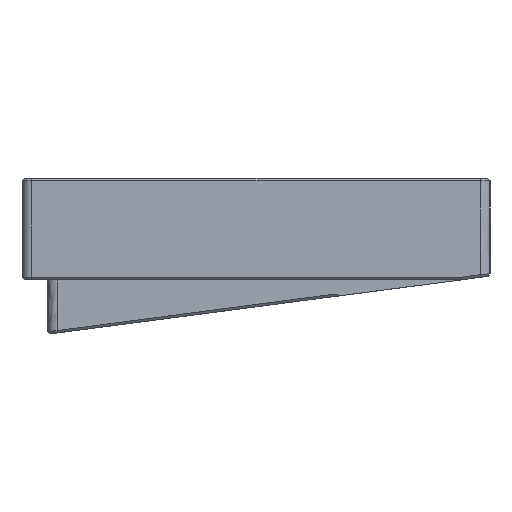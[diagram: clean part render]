
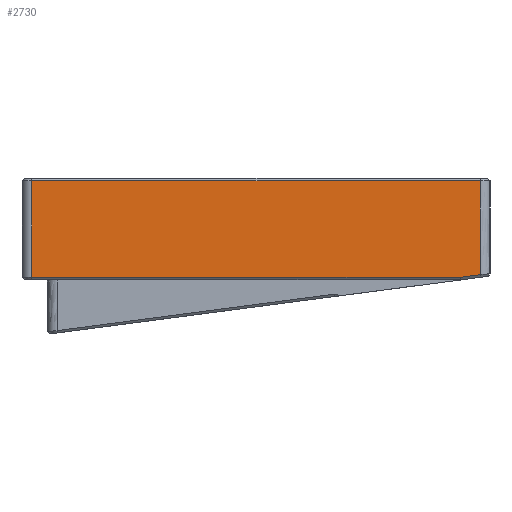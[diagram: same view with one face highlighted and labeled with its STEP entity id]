
A CAD part, left-side view. The second image highlights one B-rep face of the part: STEP entity #2730.
In plain terms, the highlighted planar face has unit normal (-1, 0, 0).
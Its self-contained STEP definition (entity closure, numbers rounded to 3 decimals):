
#159=PLANE('',#2940);
#401=FACE_OUTER_BOUND('',#567,.T.);
#567=EDGE_LOOP('',(#2382,#2383,#2384,#2385,#2386));
#751=LINE('',#4895,#989);
#762=LINE('',#4971,#1000);
#796=LINE('',#5177,#1034);
#797=LINE('',#5181,#1035);
#798=LINE('',#5182,#1036);
#989=VECTOR('',#3396,802.455);
#1000=VECTOR('',#3417,800.);
#1034=VECTOR('',#3489,1000.);
#1035=VECTOR('',#3494,800.);
#1036=VECTOR('',#3495,1000.);
#1326=VERTEX_POINT('',#4855);
#1328=VERTEX_POINT('',#4891);
#1339=VERTEX_POINT('',#4966);
#1368=VERTEX_POINT('',#5176);
#1369=VERTEX_POINT('',#5180);
#1665=EDGE_CURVE('',#1328,#1326,#751,.T.);
#1680=EDGE_CURVE('',#1339,#1328,#762,.T.);
#1728=EDGE_CURVE('',#1326,#1368,#796,.T.);
#1730=EDGE_CURVE('',#1368,#1369,#797,.T.);
#1731=EDGE_CURVE('',#1369,#1339,#798,.F.);
#2382=ORIENTED_EDGE('',*,*,#1680,.T.);
#2383=ORIENTED_EDGE('',*,*,#1665,.T.);
#2384=ORIENTED_EDGE('',*,*,#1728,.T.);
#2385=ORIENTED_EDGE('',*,*,#1730,.T.);
#2386=ORIENTED_EDGE('',*,*,#1731,.T.);
#2730=ADVANCED_FACE('',(#401),#159,.T.);
#2940=AXIS2_PLACEMENT_3D('',#5179,#3492,#3493);
#3396=DIRECTION('',(0.,-0.991,0.13));
#3417=DIRECTION('',(0.,-1.,0.));
#3489=DIRECTION('',(0.,0.,1.));
#3492=DIRECTION('center_axis',(-1.,0.,0.));
#3493=DIRECTION('ref_axis',(0.,0.,1.));
#3494=DIRECTION('',(0.,1.,0.));
#3495=DIRECTION('',(0.,0.,1.));
#4855=CARTESIAN_POINT('',(-141.707,-32.86,11.849));
#4891=CARTESIAN_POINT('',(-141.707,-29.039,11.347));
#4895=CARTESIAN_POINT('',(-141.707,9.944,6.225));
#4966=CARTESIAN_POINT('',(-141.707,51.7,11.347));
#4971=CARTESIAN_POINT('',(-141.707,9.42,11.347));
#5176=CARTESIAN_POINT('',(-141.707,-32.86,29.547));
#5177=CARTESIAN_POINT('',(-141.707,-32.86,30.047));
#5179=CARTESIAN_POINT('Origin',(-141.707,9.42,-0.002));
#5180=CARTESIAN_POINT('',(-141.707,51.7,29.547));
#5181=CARTESIAN_POINT('',(-141.707,51.7,29.547));
#5182=CARTESIAN_POINT('',(-141.707,51.7,-0.002));
